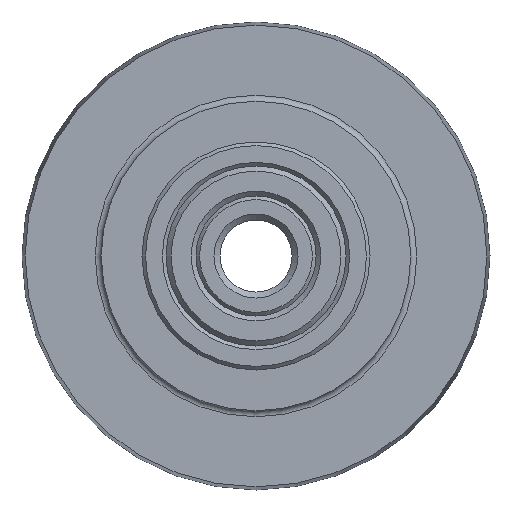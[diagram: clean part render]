
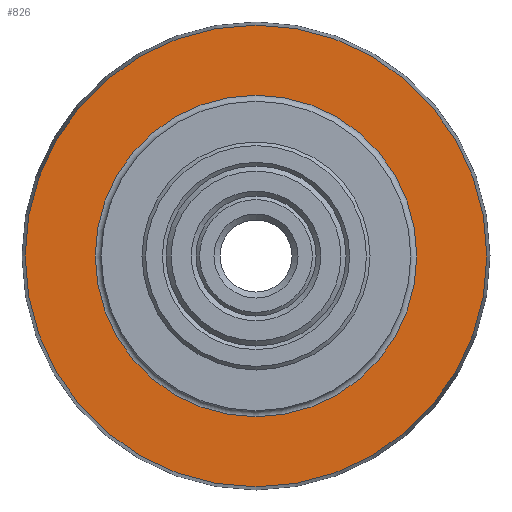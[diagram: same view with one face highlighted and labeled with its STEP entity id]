
A CAD part, left-side view. The second image highlights one B-rep face of the part: STEP entity #826.
In plain terms, the highlighted planar face has unit normal (-1, 0, 0).
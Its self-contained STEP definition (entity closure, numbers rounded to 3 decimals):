
#250=FACE_BOUND('',#362,.T.);
#298=FACE_OUTER_BOUND('',#361,.T.);
#361=EDGE_LOOP('',(#755));
#362=EDGE_LOOP('',(#756));
#423=CIRCLE('',#1119,19.238);
#424=CIRCLE('',#1121,13.4);
#483=VERTEX_POINT('',#1670);
#484=VERTEX_POINT('',#1674);
#574=EDGE_CURVE('',#483,#483,#423,.T.);
#575=EDGE_CURVE('',#484,#484,#424,.T.);
#755=ORIENTED_EDGE('',*,*,#574,.F.);
#756=ORIENTED_EDGE('',*,*,#575,.T.);
#778=PLANE('',#1120);
#826=ADVANCED_FACE('',(#298,#250),#778,.T.);
#1119=AXIS2_PLACEMENT_3D('',#1672,#1406,#1407);
#1120=AXIS2_PLACEMENT_3D('',#1673,#1408,#1409);
#1121=AXIS2_PLACEMENT_3D('',#1675,#1410,#1411);
#1406=DIRECTION('center_axis',(1.,0.,0.));
#1407=DIRECTION('ref_axis',(0.,0.,-1.));
#1408=DIRECTION('center_axis',(-1.,0.,0.));
#1409=DIRECTION('ref_axis',(0.,0.,1.));
#1410=DIRECTION('center_axis',(1.,0.,0.));
#1411=DIRECTION('ref_axis',(0.,0.,-1.));
#1670=CARTESIAN_POINT('',(3.8,0.,19.238));
#1672=CARTESIAN_POINT('Origin',(3.8,0.,0.));
#1673=CARTESIAN_POINT('Origin',(3.8,19.238,0.));
#1674=CARTESIAN_POINT('',(3.8,0.,13.4));
#1675=CARTESIAN_POINT('Origin',(3.8,0.,0.));
